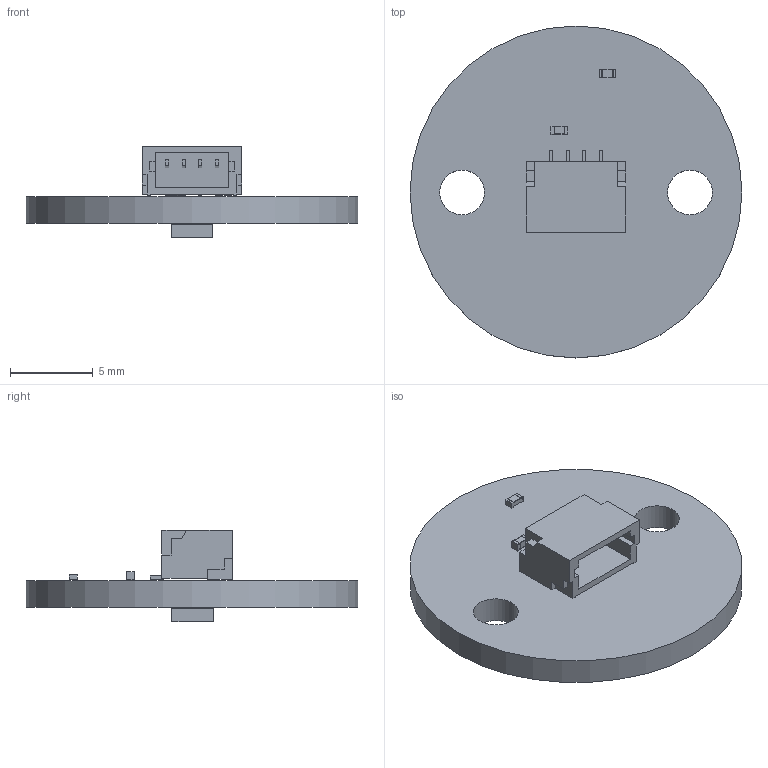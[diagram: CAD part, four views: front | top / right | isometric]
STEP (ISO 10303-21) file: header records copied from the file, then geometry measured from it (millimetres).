
FILE_DESCRIPTION(('KiCad electronic assembly'),'2;1');
FILE_NAME('SmallKat Pressure Sensors.step','2021-01-24T15:53:40',( 'An Author'),('A Company'),'Open CASCADE STEP processor 6.9', 'KiCad to STEP converter','Unknown');
FILE_SCHEMA(('AUTOMOTIVE_DESIGN { 1 0 10303 214 1 1 1 1 }'));
Length unit declared in the file: millimetre
Products named in the file (10): Open CASCADE STEP translator 6.9 1; ST_HLGA-10_2.5x2.5mm_P0.6mm_LayoutBorder3x2y; SOLID; R_0402_1005Metric; SM04B-SRSS-TB; C_0402_1005Metric; COMPOUND
Assembly tree (9 placements, depth 3):
  Open CASCADE STEP translator 6.9 1
    ST_HLGA-10_2.5x2.5mm_P0.6mm_LayoutBorder3x2y
      SOLID
    R_0402_1005Metric
      SOLID
    SM04B-SRSS-TB
      SOLID
    C_0402_1005Metric
      SOLID
    COMPOUND
Bounding box: 20 x 20 x 5.53 mm (x, y, z)
Volume: 533.8 mm3; surface area: 922.4 mm2
Topology: 5 solids, 5 shells, 216 faces, 552 edges, 366 vertices
Faces by surface type: plane 192, cylinder 24
Full cylindrical faces by diameter (mm): 0.35 x1, 2.7 x2, 20 x1
Entity records: 15365 total; most frequent: CARTESIAN_POINT 2374, DIRECTION 2135, LINE 1560, VECTOR 1560, ORIENTED_EDGE 1104, PCURVE 1104, DEFINITIONAL_REPRESENTATION 1104, EDGE_CURVE 552
